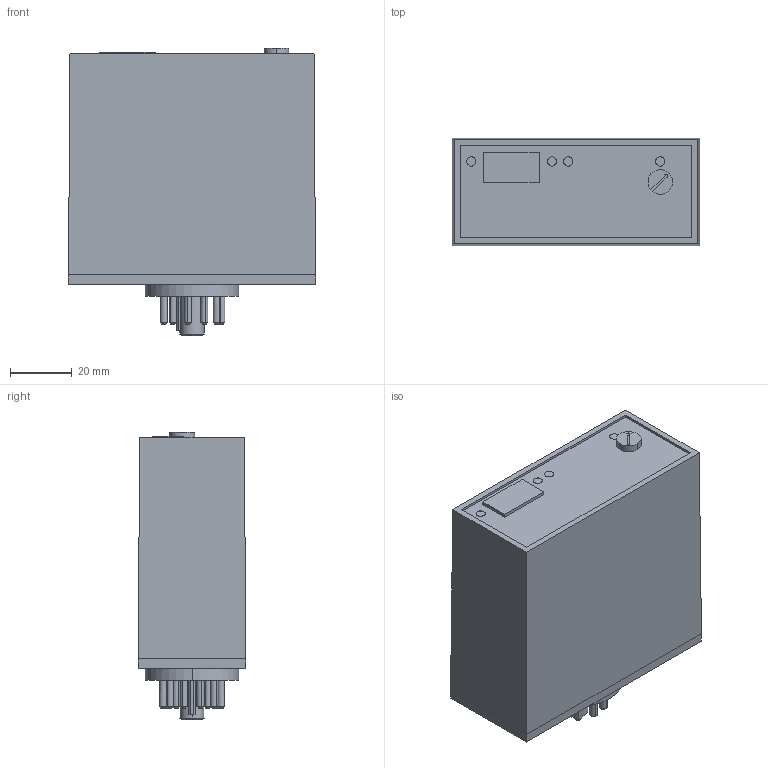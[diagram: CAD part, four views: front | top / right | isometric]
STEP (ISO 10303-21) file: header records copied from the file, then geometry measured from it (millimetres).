
FILE_DESCRIPTION(('Creo Elements/Direct Modeling STEP Export'),'2;1');
FILE_NAME('S142A.stp','2017-05-29T 8:24:38',('Palle Edslev '),('EDSLEV A/S'),'Creo Elements/Direct Modeling STEP processor for AP214 (Solid Model)','Creo Elements/Direct Modeling 18.1H 24-Oct-2015 (C) Parametric Technology GmbH','');
FILE_SCHEMA(('AUTOMOTIVE_DESIGN { 1 0 10303 214 1 1 1 1 }'));
Length unit declared in the file: millimetre
Products named in the file (1): S142A
Bounding box: 80.3 x 35 x 93.3 mm (x, y, z)
Volume: 209117.6 mm3; surface area: 24377.9 mm2
Topology: 1 solids, 1 shells, 112 faces, 269 edges, 180 vertices
Faces by surface type: plane 52, cylinder 36, cone 24
Entity records: 2944 total; most frequent: ORIENTED_EDGE 538, CARTESIAN_POINT 483, DIRECTION 465, EDGE_CURVE 269, VERTEX_POINT 180, AXIS2_PLACEMENT_3D 162, VECTOR 141, LINE 141
